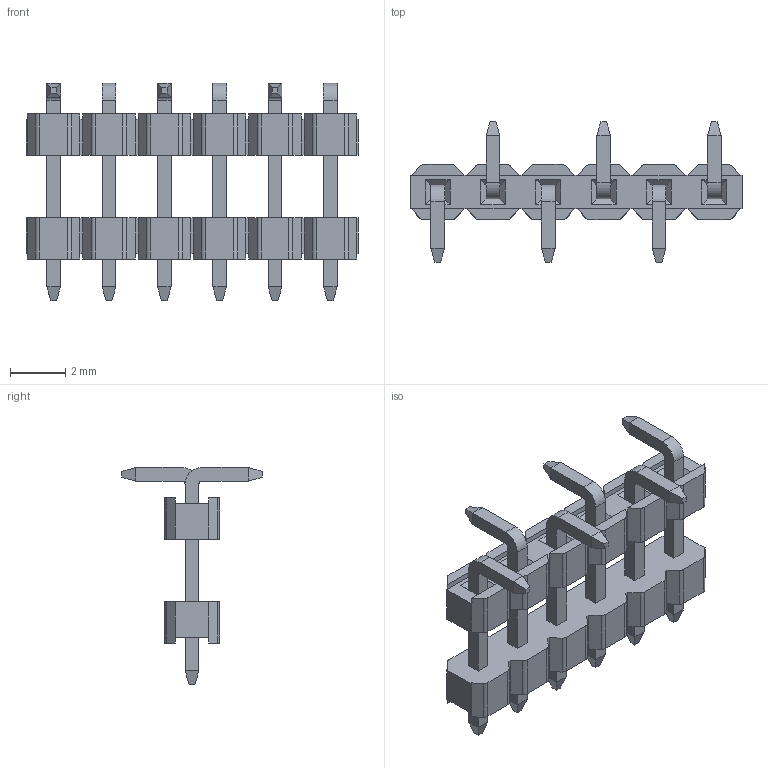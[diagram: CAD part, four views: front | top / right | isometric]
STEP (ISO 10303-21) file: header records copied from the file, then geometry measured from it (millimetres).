
FILE_DESCRIPTION(/* description */ (''),/* implementation_level */ '2;1');
FILE_NAME(/* name */ '7352-06-11-02-6.35-xx-00-xx.stp',/* time_stamp */ '2025-08-18T11:17:28+02:00',/* author */ ('Andreas.Larin'),/* organization */ (''),/* preprocessor_version */ 'ST-DEVELOPER v20',/* originating_system */ 'Autodesk Inventor 2025',/* authorisation */ '');
FILE_SCHEMA (('AUTOMOTIVE_DESIGN { 1 0 10303 214 3 1 1 }'));
Length unit declared in the file: millimetre
Products named in the file (1): 7352-06-11-02-6.35-xx-00-xx
Bounding box: 12 x 5.08 x 7.85 mm (x, y, z)
Volume: 69.3 mm3; surface area: 273.5 mm2
Topology: 1 solids, 1 shells, 408 faces, 1032 edges, 640 vertices
Faces by surface type: plane 348, cylinder 60
Entity records: 11987 total; most frequent: CARTESIAN_POINT 2081, ORIENTED_EDGE 2064, DIRECTION 1970, EDGE_CURVE 1032, LINE 912, VECTOR 912, VERTEX_POINT 640, AXIS2_PLACEMENT_3D 529
